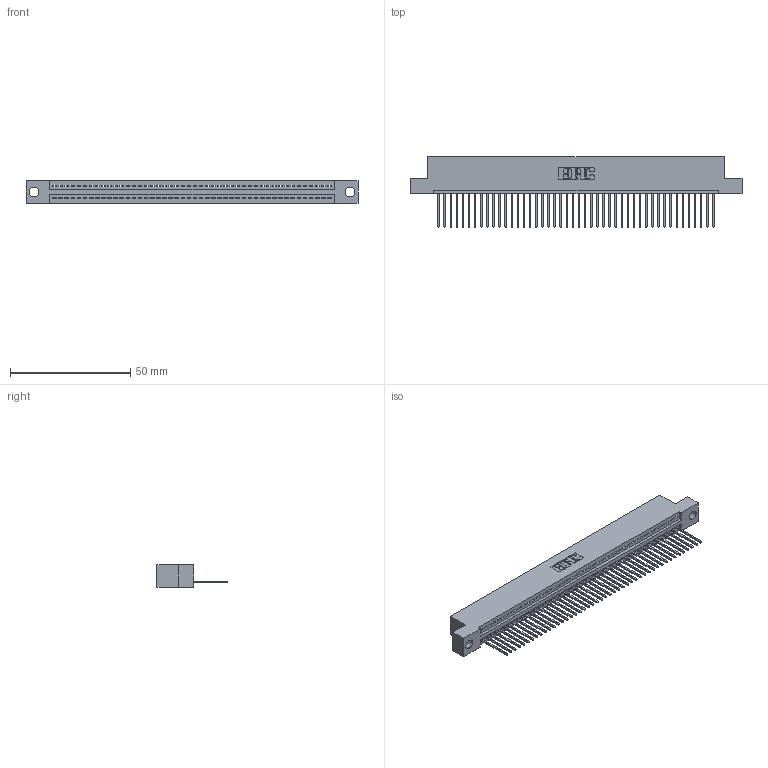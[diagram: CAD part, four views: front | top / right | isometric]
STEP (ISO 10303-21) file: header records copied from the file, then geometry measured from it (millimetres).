
FILE_DESCRIPTION (( 'STEP AP203' ), '1' );
FILE_NAME ('395-046-540-104.STEP', '2019-10-22T21:03:36', ( '' ), ( '' ), 'SwSTEP 2.0', 'SolidWorks 2016', '' );
FILE_SCHEMA (( 'CONFIG_CONTROL_DESIGN' ));
Length unit declared in the file: inch
Products named in the file (3): 395-046-540-104; 345 Part_Flush Mounting Lugs - 0.156 Dia-TH; 345-292-001_345-293-140
Assembly tree (47 placements, depth 2):
  395-046-540-104
    345 Part_Flush Mounting Lugs - 0.156 Dia-TH
    345-292-001_345-293-140  x46
Bounding box: 138.05 x 29.13 x 9.4 mm (x, y, z)
Volume: 13119.2 mm3; surface area: 17745.6 mm2
Topology: 47 solids, 47 shells, 2794 faces, 8437 edges, 5562 vertices
Faces by surface type: plane 1920, cylinder 874
Entity records: 34103 total; most frequent: CARTESIAN_POINT 5914, ORIENTED_EDGE 5894, DIRECTION 5159, EDGE_CURVE 2947, LINE 2631, VECTOR 2631, VERTEX_POINT 1962, AXIS2_PLACEMENT_3D 1264
